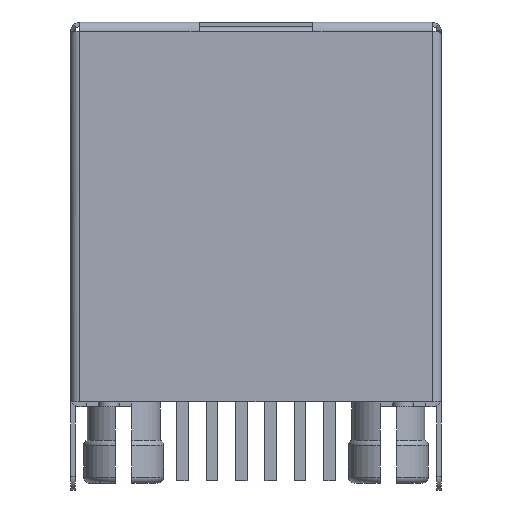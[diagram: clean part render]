
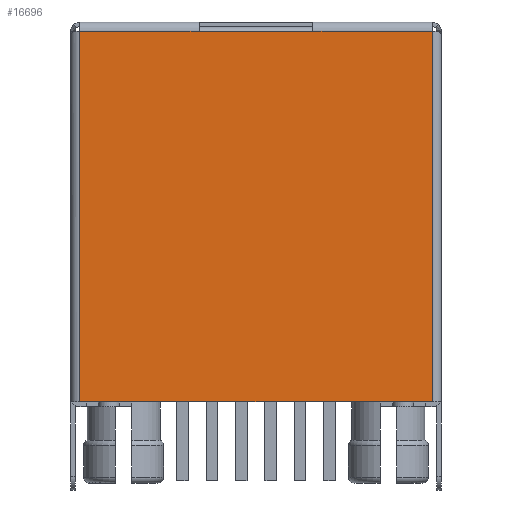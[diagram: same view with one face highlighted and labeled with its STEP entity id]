
A CAD part, front view. The second image highlights one B-rep face of the part: STEP entity #16696.
In plain terms, the highlighted face is planar.
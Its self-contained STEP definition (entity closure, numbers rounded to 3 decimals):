
#667=PLANE('',#18971);
#1677=ORIENTED_EDGE('',*,*,#6607,.T.);
#1678=ORIENTED_EDGE('',*,*,#6608,.F.);
#1679=ORIENTED_EDGE('',*,*,#6609,.F.);
#1680=ORIENTED_EDGE('',*,*,#6610,.T.);
#1681=ORIENTED_EDGE('',*,*,#6511,.F.);
#1682=ORIENTED_EDGE('',*,*,#6611,.T.);
#6511=EDGE_CURVE('',#8998,#8999,#10636,.T.);
#6607=EDGE_CURVE('',#9030,#9073,#10711,.T.);
#6608=EDGE_CURVE('',#9074,#9073,#10712,.T.);
#6609=EDGE_CURVE('',#9075,#9074,#10713,.T.);
#6610=EDGE_CURVE('',#9075,#8999,#10714,.T.);
#6611=EDGE_CURVE('',#8998,#9030,#10715,.T.);
#8998=VERTEX_POINT('',#25106);
#8999=VERTEX_POINT('',#25108);
#9030=VERTEX_POINT('',#25179);
#9073=VERTEX_POINT('',#25351);
#9074=VERTEX_POINT('',#25353);
#9075=VERTEX_POINT('',#25355);
#10636=LINE('',#25107,#12726);
#10711=LINE('',#25350,#12801);
#10712=LINE('',#25352,#12802);
#10713=LINE('',#25354,#12803);
#10714=LINE('',#25356,#12804);
#10715=LINE('',#25357,#12805);
#12726=VECTOR('',#20379,1000.);
#12801=VECTOR('',#20530,1000.);
#12802=VECTOR('',#20531,1000.);
#12803=VECTOR('',#20532,1000.);
#12804=VECTOR('',#20533,1000.);
#12805=VECTOR('',#20534,1000.);
#14784=EDGE_LOOP('',(#1677,#1678,#1679,#1680,#1681,#1682));
#15738=FACE_BOUND('',#14784,.T.);
#16696=ADVANCED_FACE('',(#15738),#667,.F.);
#18971=AXIS2_PLACEMENT_3D('',#25349,#20528,#20529);
#20379=DIRECTION('',(0.,1.,0.));
#20528=DIRECTION('',(0.,0.,1.));
#20529=DIRECTION('',(1.,0.,0.));
#20530=DIRECTION('',(-1.,0.,0.));
#20531=DIRECTION('',(0.,-1.,0.));
#20532=DIRECTION('',(-1.,0.,0.));
#20533=DIRECTION('',(0.,-1.,0.));
#20534=DIRECTION('',(0.,-1.,0.));
#25106=CARTESIAN_POINT('',(8.,-2.46,-8.325));
#25107=CARTESIAN_POINT('',(8.,-2.46,-8.325));
#25108=CARTESIAN_POINT('',(8.,2.46,-8.325));
#25179=CARTESIAN_POINT('',(8.,-7.6,-8.325));
#25349=CARTESIAN_POINT('',(8.4,7.6,-8.325));
#25350=CARTESIAN_POINT('',(8.4,-7.6,-8.325));
#25351=CARTESIAN_POINT('',(-8.,-7.6,-8.325));
#25352=CARTESIAN_POINT('',(-8.,7.6,-8.325));
#25353=CARTESIAN_POINT('',(-8.,7.6,-8.325));
#25354=CARTESIAN_POINT('',(8.4,7.6,-8.325));
#25355=CARTESIAN_POINT('',(8.,7.6,-8.325));
#25356=CARTESIAN_POINT('',(8.,7.6,-8.325));
#25357=CARTESIAN_POINT('',(8.,7.6,-8.325));
